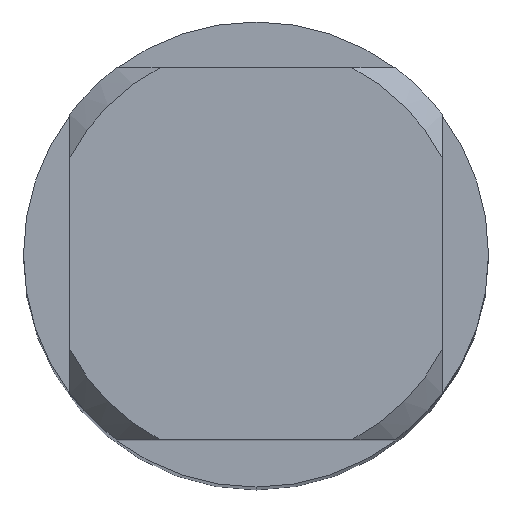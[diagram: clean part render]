
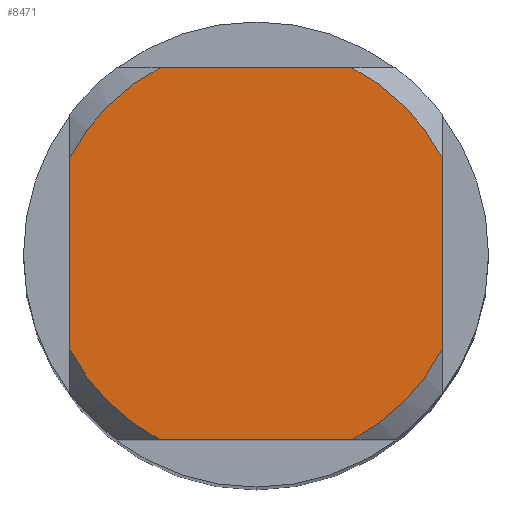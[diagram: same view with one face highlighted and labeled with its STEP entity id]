
A CAD part, top view. The second image highlights one B-rep face of the part: STEP entity #8471.
In plain terms, the highlighted planar face has unit normal (0, 0, 1).
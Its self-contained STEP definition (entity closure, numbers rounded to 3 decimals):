
#4287=EDGE_CURVE('',#6413,#9701,#11455,.T.);
#4299=VERTEX_POINT('',#11468);
#4581=VERTEX_POINT('',#11774);
#4961=EDGE_CURVE('',#4581,#4299,#12188,.T.);
#5277=EDGE_CURVE('',#10027,#7309,#12531,.T.);
#5431=EDGE_CURVE('',#5705,#4299,#12693,.T.);
#5705=VERTEX_POINT('',#12987);
#6097=EDGE_CURVE('',#6413,#9599,#13411,.T.);
#6413=VERTEX_POINT('',#13755);
#6543=EDGE_CURVE('',#10027,#9599,#13893,.T.);
#7309=VERTEX_POINT('',#14711);
#8471=ADVANCED_FACE('',(#15972),#15973,.T.);
#9599=VERTEX_POINT('',#17209);
#9701=VERTEX_POINT('',#17316);
#10027=VERTEX_POINT('',#17678);
#10137=EDGE_CURVE('',#4581,#9701,#17793,.T.);
#10419=EDGE_CURVE('',#5705,#7309,#18100,.T.);
#11455=LINE('',#19745,#19746);
#11468=CARTESIAN_POINT('',(-4.0,-2.062,0.0));
#11774=CARTESIAN_POINT('',(-4.0,2.062,0.0));
#12188=LINE('',#21058,#21059);
#12531=CIRCLE('',#21643,4.5);
#12693=CIRCLE('',#21936,4.5);
#12987=CARTESIAN_POINT('',(-2.062,-4.0,0.0));
#13411=CIRCLE('',#23162,4.5);
#13755=CARTESIAN_POINT('',(2.062,4.0,0.0));
#13893=LINE('',#23978,#23979);
#14711=CARTESIAN_POINT('',(2.062,-4.0,0.0));
#15972=FACE_OUTER_BOUND('',#27617,.T.);
#15973=PLANE('',#27618);
#17209=CARTESIAN_POINT('',(4.0,2.062,0.0));
#17316=CARTESIAN_POINT('',(-2.062,4.0,0.0));
#17678=CARTESIAN_POINT('',(4.0,-2.062,0.0));
#17793=CIRCLE('',#30656,4.5);
#18100=LINE('',#31139,#31140);
#19745=CARTESIAN_POINT('',(0.0,4.0,0.0));
#19746=VECTOR('',#32428,1.0);
#21058=CARTESIAN_POINT('',(-4.0,1.125,0.0));
#21059=VECTOR('',#33249,1.0);
#21643=AXIS2_PLACEMENT_3D('',#33572,#33573,#33574);
#21936=AXIS2_PLACEMENT_3D('',#33687,#33688,#33689);
#23162=AXIS2_PLACEMENT_3D('',#34459,#34460,#34461);
#23978=CARTESIAN_POINT('',(4.0,1.125,0.0));
#23979=VECTOR('',#34940,1.0);
#27617=EDGE_LOOP('',(#37181,#37182,#37183,#37184,#37185,#37186,#37187,#37188));
#27618=AXIS2_PLACEMENT_3D('',#37189,#37190,#37191);
#30656=AXIS2_PLACEMENT_3D('',#39167,#39168,#39169);
#31139=CARTESIAN_POINT('',(0.0,-4.0,0.0));
#31140=VECTOR('',#39492,1.0);
#32428=DIRECTION('',(-1.0,0.0,0.0));
#33249=DIRECTION('',(-0.0,-1.0,0.0));
#33572=CARTESIAN_POINT('',(0.0,0.0,0.0));
#33573=DIRECTION('',(0.0,0.0,-1.0));
#33574=DIRECTION('',(0.0,1.0,0.0));
#33687=CARTESIAN_POINT('',(0.0,0.0,0.0));
#33688=DIRECTION('',(0.0,0.0,-1.0));
#33689=DIRECTION('',(0.0,1.0,0.0));
#34459=CARTESIAN_POINT('',(0.0,0.0,0.0));
#34460=DIRECTION('',(0.0,0.0,-1.0));
#34461=DIRECTION('',(0.0,1.0,0.0));
#34940=DIRECTION('',(-0.0,1.0,0.0));
#37181=ORIENTED_EDGE('',*,*,#4961,.T.);
#37182=ORIENTED_EDGE('',*,*,#5431,.F.);
#37183=ORIENTED_EDGE('',*,*,#10419,.T.);
#37184=ORIENTED_EDGE('',*,*,#5277,.F.);
#37185=ORIENTED_EDGE('',*,*,#6543,.T.);
#37186=ORIENTED_EDGE('',*,*,#6097,.F.);
#37187=ORIENTED_EDGE('',*,*,#4287,.T.);
#37188=ORIENTED_EDGE('',*,*,#10137,.F.);
#37189=CARTESIAN_POINT('',(0.0,2.25,0.0));
#37190=DIRECTION('',(-0.0,0.0,1.0));
#37191=DIRECTION('',(0.0,-1.0,0.0));
#39167=CARTESIAN_POINT('',(0.0,0.0,0.0));
#39168=DIRECTION('',(0.0,0.0,-1.0));
#39169=DIRECTION('',(0.0,1.0,0.0));
#39492=DIRECTION('',(1.0,0.0,0.0));
